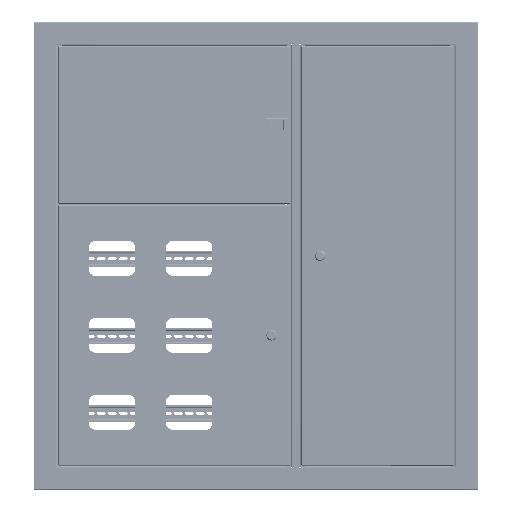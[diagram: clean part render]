
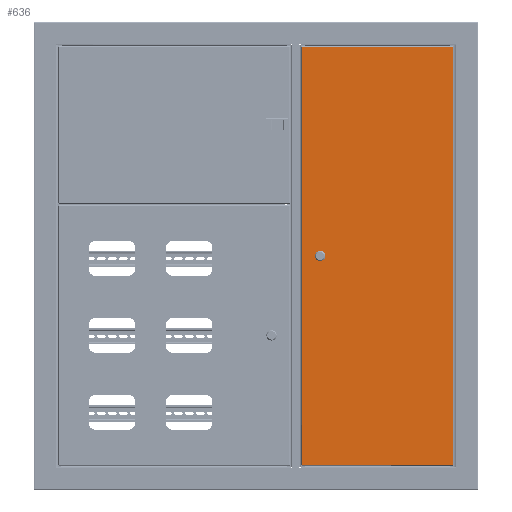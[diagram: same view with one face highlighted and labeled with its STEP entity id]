
A CAD part, top view. The second image highlights one B-rep face of the part: STEP entity #636.
In plain terms, the highlighted planar face has unit normal (0, 0, 1).
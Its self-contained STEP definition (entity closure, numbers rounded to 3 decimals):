
#36 = DIRECTION ( 'NONE',  ( -1., 0., 0. ) ) ;
#636 = ADVANCED_FACE ( 'NONE', ( #42049, #8007 ), #13334, .F. ) ;
#1197 = CARTESIAN_POINT ( 'NONE',  ( 1.7, 324.293, 0. ) ) ;
#1408 = DIRECTION ( 'NONE',  ( -1., 0., 0. ) ) ;
#2020 = LINE ( 'NONE', #24336, #65413 ) ;
#2035 = EDGE_CURVE ( 'NONE', #35610, #68190, #8140, .T. ) ;
#2358 = DIRECTION ( 'NONE',  ( -1., 0., 0. ) ) ;
#3802 = VECTOR ( 'NONE', #36, 1000. ) ;
#4455 = EDGE_CURVE ( 'NONE', #68862, #12283, #6433, .T. ) ;
#6433 = LINE ( 'NONE', #28738, #50652 ) ;
#7354 = DIRECTION ( 'NONE',  ( 1., 0., 0. ) ) ;
#8007 = FACE_OUTER_BOUND ( 'NONE', #32353, .T. ) ;
#8140 = CIRCLE ( 'NONE', #62490, 9.25 ) ;
#8533 = LINE ( 'NONE', #48219, #30307 ) ;
#9921 = ORIENTED_EDGE ( 'NONE', *, *, #21161, .F. ) ;
#10962 = CIRCLE ( 'NONE', #15806, 9.25 ) ;
#11772 = LINE ( 'NONE', #1197, #44460 ) ;
#12283 = VERTEX_POINT ( 'NONE', #22727 ) ;
#12929 = ORIENTED_EDGE ( 'NONE', *, *, #26132, .T. ) ;
#13334 = PLANE ( 'NONE',  #23694 ) ;
#15806 = AXIS2_PLACEMENT_3D ( 'NONE', #54193, #31132, #7354 ) ;
#16022 = CARTESIAN_POINT ( 'NONE',  ( 1.7, 324., 0. ) ) ;
#17073 = VECTOR ( 'NONE', #66999, 1000. ) ;
#18134 = CARTESIAN_POINT ( 'NONE',  ( 894.993, 324., 0. ) ) ;
#19766 = DIRECTION ( 'NONE',  ( 1., 0., 0. ) ) ;
#20864 = CARTESIAN_POINT ( 'NONE',  ( 451.849, 31.5, 0. ) ) ;
#21161 = EDGE_CURVE ( 'NONE', #55446, #60869, #10962, .T. ) ;
#22727 = CARTESIAN_POINT ( 'NONE',  ( 894.7, 324., 0. ) ) ;
#23694 = AXIS2_PLACEMENT_3D ( 'NONE', #59434, #60174, #2358 ) ;
#23725 = VERTEX_POINT ( 'NONE', #16022 ) ;
#24240 = DIRECTION ( 'NONE',  ( 0., -1., 0. ) ) ;
#24336 = CARTESIAN_POINT ( 'NONE',  ( 1.7, 1.7, 0. ) ) ;
#25728 = CARTESIAN_POINT ( 'NONE',  ( 1.7, 1.7, 0. ) ) ;
#26132 = EDGE_CURVE ( 'NONE', #23725, #26406, #11772, .T. ) ;
#26406 = VERTEX_POINT ( 'NONE', #25728 ) ;
#28738 = CARTESIAN_POINT ( 'NONE',  ( 894.7, 0., 0. ) ) ;
#28759 = EDGE_CURVE ( 'NONE', #60869, #35610, #72681, .T. ) ;
#29094 = CARTESIAN_POINT ( 'NONE',  ( 451.849, 48.5, 0. ) ) ;
#30307 = VECTOR ( 'NONE', #1408, 1000. ) ;
#30481 = EDGE_CURVE ( 'NONE', #26406, #68862, #2020, .T. ) ;
#31132 = DIRECTION ( 'NONE',  ( 0., 0., 1. ) ) ;
#31951 = AXIS2_PLACEMENT_3D ( 'NONE', #42431, #37893, #71198 ) ;
#32353 = EDGE_LOOP ( 'NONE', ( #74071, #51989, #34135, #12929 ) ) ;
#32501 = CARTESIAN_POINT ( 'NONE',  ( 894.7, 1.7, 0. ) ) ;
#33299 = ORIENTED_EDGE ( 'NONE', *, *, #28759, .F. ) ;
#34135 = ORIENTED_EDGE ( 'NONE', *, *, #42525, .T. ) ;
#35547 = VERTEX_POINT ( 'NONE', #29094 ) ;
#35610 = VERTEX_POINT ( 'NONE', #53259 ) ;
#37893 = DIRECTION ( 'NONE',  ( 0., 0., 1. ) ) ;
#38041 = CARTESIAN_POINT ( 'NONE',  ( 444.551, 31.5, 0. ) ) ;
#38475 = DIRECTION ( 'NONE',  ( 0., 0., 1. ) ) ;
#39576 = CARTESIAN_POINT ( 'NONE',  ( 457.45, 40., 0. ) ) ;
#40444 = DIRECTION ( 'NONE',  ( 0., 1., 0. ) ) ;
#40633 = EDGE_CURVE ( 'NONE', #35547, #55446, #8533, .T. ) ;
#42049 = FACE_BOUND ( 'NONE', #74429, .T. ) ;
#42431 = CARTESIAN_POINT ( 'NONE',  ( 448.2, 40., 0. ) ) ;
#42525 = EDGE_CURVE ( 'NONE', #12283, #23725, #69947, .T. ) ;
#44460 = VECTOR ( 'NONE', #24240, 1000. ) ;
#45498 = EDGE_CURVE ( 'NONE', #68190, #35547, #71808, .T. ) ;
#48219 = CARTESIAN_POINT ( 'NONE',  ( 451.849, 48.5, 0. ) ) ;
#49766 = ORIENTED_EDGE ( 'NONE', *, *, #40633, .F. ) ;
#50652 = VECTOR ( 'NONE', #40444, 1000. ) ;
#51989 = ORIENTED_EDGE ( 'NONE', *, *, #4455, .T. ) ;
#53259 = CARTESIAN_POINT ( 'NONE',  ( 451.849, 31.5, 0. ) ) ;
#54193 = CARTESIAN_POINT ( 'NONE',  ( 448.2, 40., 0. ) ) ;
#55446 = VERTEX_POINT ( 'NONE', #62793 ) ;
#59434 = CARTESIAN_POINT ( 'NONE',  ( 0., 325.7, 0. ) ) ;
#60174 = DIRECTION ( 'NONE',  ( 0., 0., -1. ) ) ;
#60869 = VERTEX_POINT ( 'NONE', #38041 ) ;
#61357 = ORIENTED_EDGE ( 'NONE', *, *, #2035, .F. ) ;
#61542 = DIRECTION ( 'NONE',  ( 1., 0., 0. ) ) ;
#62490 = AXIS2_PLACEMENT_3D ( 'NONE', #73653, #38475, #61542 ) ;
#62793 = CARTESIAN_POINT ( 'NONE',  ( 444.551, 48.5, 0. ) ) ;
#65413 = VECTOR ( 'NONE', #19766, 1000. ) ;
#66999 = DIRECTION ( 'NONE',  ( 1., 0., 0. ) ) ;
#67359 = ORIENTED_EDGE ( 'NONE', *, *, #45498, .F. ) ;
#68190 = VERTEX_POINT ( 'NONE', #39576 ) ;
#68862 = VERTEX_POINT ( 'NONE', #32501 ) ;
#69947 = LINE ( 'NONE', #18134, #3802 ) ;
#71198 = DIRECTION ( 'NONE',  ( 1., 0., 0. ) ) ;
#71808 = CIRCLE ( 'NONE', #31951, 9.25 ) ;
#72681 = LINE ( 'NONE', #20864, #17073 ) ;
#73653 = CARTESIAN_POINT ( 'NONE',  ( 448.2, 40., 0. ) ) ;
#74071 = ORIENTED_EDGE ( 'NONE', *, *, #30481, .T. ) ;
#74429 = EDGE_LOOP ( 'NONE', ( #49766, #67359, #61357, #33299, #9921 ) ) ;
